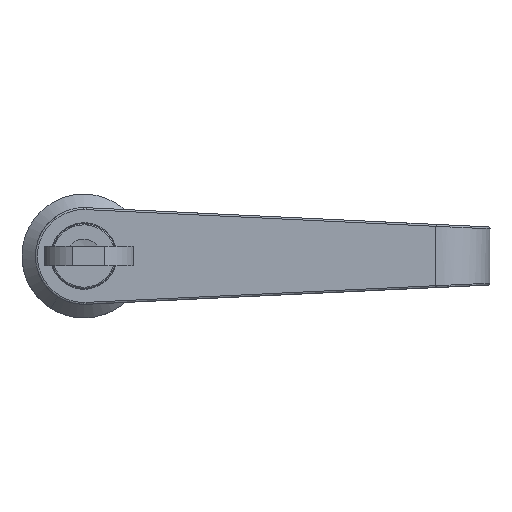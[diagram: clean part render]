
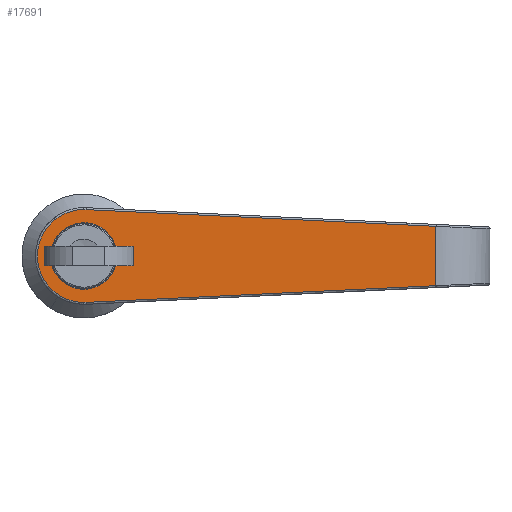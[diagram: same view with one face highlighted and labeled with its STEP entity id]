
A CAD part, front view. The second image highlights one B-rep face of the part: STEP entity #17691.
In plain terms, the highlighted free-form (B-spline) face has degree [1, 1] with [2, 2] control points.
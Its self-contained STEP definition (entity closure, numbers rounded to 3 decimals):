
#8363=CARTESIAN_POINT('',(-39.2,-8.54,-1.015));
#8364=VERTEX_POINT('',#8363);
#8365=CARTESIAN_POINT('',(-39.2,0.0,8.6));
#8366=VERTEX_POINT('',#8365);
#8367=CARTESIAN_POINT('',(-39.2,-8.54,-1.015));
#8368=CARTESIAN_POINT('',(-39.2,-8.6,-0.509));
#8369=CARTESIAN_POINT('',(-39.2,-8.6,0.));
#8370=CARTESIAN_POINT('',(-39.2,-8.6,8.6));
#8371=CARTESIAN_POINT('',(-39.2,0.0,8.6));
#8379=(BOUNDED_CURVE()B_SPLINE_CURVE(2,(#8367,#8368,#8369,#8370,#8371),.UNSPECIFIED.,.F.,.U.)B_SPLINE_CURVE_WITH_KNOTS((3,2,3),(0.23,0.25,0.5),.UNSPECIFIED.)CURVE()GEOMETRIC_REPRESENTATION_ITEM()RATIONAL_B_SPLINE_CURVE((0.956,0.976,1.0,0.707,1.0))REPRESENTATION_ITEM(''));
#8380=EDGE_CURVE('',#8364,#8366,#8379,.T.);
#8382=CARTESIAN_POINT('',(-39.2,8.584,0.525));
#8383=VERTEX_POINT('',#8382);
#8384=CARTESIAN_POINT('',(-39.2,0.0,8.6));
#8385=CARTESIAN_POINT('',(-39.2,8.09,8.6));
#8386=CARTESIAN_POINT('',(-39.2,8.584,0.525));
#8394=(BOUNDED_CURVE()B_SPLINE_CURVE(2,(#8384,#8385,#8386),.UNSPECIFIED.,.F.,.U.)B_SPLINE_CURVE_WITH_KNOTS((3,3),(0.5,0.739),.UNSPECIFIED.)CURVE()GEOMETRIC_REPRESENTATION_ITEM()RATIONAL_B_SPLINE_CURVE((1.0,0.72,0.976))REPRESENTATION_ITEM(''));
#8395=EDGE_CURVE('',#8366,#8383,#8394,.T.);
#8462=CARTESIAN_POINT('',(-39.2,0.0,-8.6));
#8463=VERTEX_POINT('',#8462);
#8464=CARTESIAN_POINT('',(-39.2,0.0,-8.6));
#8465=CARTESIAN_POINT('',(-39.2,-7.638,-8.6));
#8466=CARTESIAN_POINT('',(-39.2,-8.54,-1.015));
#8474=(BOUNDED_CURVE()B_SPLINE_CURVE(2,(#8464,#8465,#8466),.UNSPECIFIED.,.F.,.U.)B_SPLINE_CURVE_WITH_KNOTS((3,3),(0.0,0.23),.UNSPECIFIED.)CURVE()GEOMETRIC_REPRESENTATION_ITEM()RATIONAL_B_SPLINE_CURVE((1.0,0.731,0.956))REPRESENTATION_ITEM(''));
#8475=EDGE_CURVE('',#8463,#8364,#8474,.T.);
#8509=CARTESIAN_POINT('',(-39.2,8.584,0.525));
#8510=CARTESIAN_POINT('',(-39.2,8.6,0.263));
#8511=CARTESIAN_POINT('',(-39.2,8.6,0.));
#8512=CARTESIAN_POINT('',(-39.2,8.6,-8.6));
#8513=CARTESIAN_POINT('',(-39.2,0.0,-8.6));
#8521=(BOUNDED_CURVE()B_SPLINE_CURVE(2,(#8509,#8510,#8511,#8512,#8513),.UNSPECIFIED.,.F.,.U.)B_SPLINE_CURVE_WITH_KNOTS((3,2,3),(0.739,0.75,1.0),.UNSPECIFIED.)CURVE()GEOMETRIC_REPRESENTATION_ITEM()RATIONAL_B_SPLINE_CURVE((0.976,0.988,1.0,0.707,1.0))REPRESENTATION_ITEM(''));
#8522=EDGE_CURVE('',#8383,#8463,#8521,.T.);
#12048=CARTESIAN_POINT('',(-39.2,-91.,-7.668));
#12049=VERTEX_POINT('',#12048);
#12390=CARTESIAN_POINT('',(-39.2,-0.572,-11.986));
#12391=VERTEX_POINT('',#12390);
#12413=CARTESIAN_POINT('',(-39.2,-0.572,-11.986));
#12414=CARTESIAN_POINT('',(-39.2,-91.,-7.668));
#12415=QUASI_UNIFORM_CURVE('',1,(#12413,#12414),.UNSPECIFIED.,.F.,.U.);
#12416=EDGE_CURVE('',#12391,#12049,#12415,.T.);
#12733=CARTESIAN_POINT('',(-39.2,0.,-12.));
#12734=VERTEX_POINT('',#12733);
#12762=CARTESIAN_POINT('',(-39.2,0.,-12.));
#12763=CARTESIAN_POINT('',(-39.2,-0.286,-12.));
#12764=CARTESIAN_POINT('',(-39.2,-0.572,-11.986));
#12772=(BOUNDED_CURVE()B_SPLINE_CURVE(2,(#12762,#12763,#12764),.UNSPECIFIED.,.F.,.U.)CURVE()GEOMETRIC_REPRESENTATION_ITEM()QUASI_UNIFORM_CURVE()RATIONAL_B_SPLINE_CURVE((1.0,1.,1.0))REPRESENTATION_ITEM(''));
#12773=EDGE_CURVE('',#12734,#12391,#12772,.T.);
#12974=CARTESIAN_POINT('',(-39.2,-0.018,12.));
#12975=VERTEX_POINT('',#12974);
#12995=CARTESIAN_POINT('',(-39.2,-0.018,12.));
#12996=CARTESIAN_POINT('',(-39.2,6.914,12.01));
#12997=CARTESIAN_POINT('',(-39.2,10.386,6.01));
#12998=CARTESIAN_POINT('',(-39.2,13.858,0.01));
#12999=CARTESIAN_POINT('',(-39.2,10.395,-5.995));
#13000=CARTESIAN_POINT('',(-39.2,6.932,-12.));
#13001=CARTESIAN_POINT('',(-39.2,0.,-12.));
#13009=(BOUNDED_CURVE()B_SPLINE_CURVE(2,(#12995,#12996,#12997,#12998,#12999,#13000,#13001),.UNSPECIFIED.,.F.,.U.)B_SPLINE_CURVE_WITH_KNOTS((3,2,2,3),(0.0,0.333,0.667,1.0),.UNSPECIFIED.)CURVE()GEOMETRIC_REPRESENTATION_ITEM()RATIONAL_B_SPLINE_CURVE((1.0,0.866,1.0,0.866,1.0,0.866,1.0))REPRESENTATION_ITEM(''));
#13010=EDGE_CURVE('',#12975,#12734,#13009,.T.);
#13095=CARTESIAN_POINT('',(-39.2,-0.02,12.));
#13096=VERTEX_POINT('',#13095);
#13116=CARTESIAN_POINT('',(-39.2,-0.02,12.));
#13117=CARTESIAN_POINT('',(-39.2,-0.018,12.));
#13118=QUASI_UNIFORM_CURVE('',1,(#13116,#13117),.UNSPECIFIED.,.F.,.U.);
#13119=EDGE_CURVE('',#13096,#12975,#13118,.T.);
#13186=CARTESIAN_POINT('',(-39.2,-0.572,11.986));
#13187=VERTEX_POINT('',#13186);
#13205=CARTESIAN_POINT('',(-39.2,-0.572,11.986));
#13206=CARTESIAN_POINT('',(-39.2,-0.296,12.));
#13207=CARTESIAN_POINT('',(-39.2,-0.02,12.));
#13215=(BOUNDED_CURVE()B_SPLINE_CURVE(2,(#13205,#13206,#13207),.UNSPECIFIED.,.F.,.U.)CURVE()GEOMETRIC_REPRESENTATION_ITEM()QUASI_UNIFORM_CURVE()RATIONAL_B_SPLINE_CURVE((1.0,1.,1.0))REPRESENTATION_ITEM(''));
#13216=EDGE_CURVE('',#13187,#13096,#13215,.T.);
#13340=CARTESIAN_POINT('',(-39.2,-91.,7.668));
#13341=VERTEX_POINT('',#13340);
#13363=CARTESIAN_POINT('',(-39.2,-91.,7.668));
#13364=CARTESIAN_POINT('',(-39.2,-0.572,11.986));
#13365=QUASI_UNIFORM_CURVE('',1,(#13363,#13364),.UNSPECIFIED.,.F.,.U.);
#13366=EDGE_CURVE('',#13341,#13187,#13365,.T.);
#17667=CARTESIAN_POINT('',(-39.2,17.145,13.199));
#17668=CARTESIAN_POINT('',(-39.2,-96.145,13.199));
#17669=CARTESIAN_POINT('',(-39.2,17.145,-13.199));
#17670=CARTESIAN_POINT('',(-39.2,-96.145,-13.199));
#17671=B_SPLINE_SURFACE_WITH_KNOTS('',1,1,((#17667,#17669),(#17668,#17670)),.UNSPECIFIED.,.F.,.F.,.U.,(2,2),(2,2),(0.0,113.29),(0.0,26.398),.UNSPECIFIED.);
#17672=CARTESIAN_POINT('',(-39.2,-91.,-7.668));
#17673=CARTESIAN_POINT('',(-39.2,-91.,7.668));
#17674=QUASI_UNIFORM_CURVE('',1,(#17672,#17673),.UNSPECIFIED.,.F.,.U.);
#17675=EDGE_CURVE('',#12049,#13341,#17674,.T.);
#17676=ORIENTED_EDGE('',*,*,#17675,.T.);
#17677=ORIENTED_EDGE('',*,*,#13366,.T.);
#17678=ORIENTED_EDGE('',*,*,#13216,.T.);
#17679=ORIENTED_EDGE('',*,*,#13119,.T.);
#17680=ORIENTED_EDGE('',*,*,#13010,.T.);
#17681=ORIENTED_EDGE('',*,*,#12773,.T.);
#17682=ORIENTED_EDGE('',*,*,#12416,.T.);
#17683=EDGE_LOOP('',(#17676,#17677,#17678,#17679,#17680,#17681,#17682));
#17684=FACE_OUTER_BOUND('',#17683,.T.);
#17685=ORIENTED_EDGE('',*,*,#8395,.F.);
#17686=ORIENTED_EDGE('',*,*,#8380,.F.);
#17687=ORIENTED_EDGE('',*,*,#8475,.F.);
#17688=ORIENTED_EDGE('',*,*,#8522,.F.);
#17689=EDGE_LOOP('',(#17685,#17686,#17687,#17688));
#17690=FACE_BOUND('',#17689,.T.);
#17691=ADVANCED_FACE('',(#17684,#17690),#17671,.F.);
